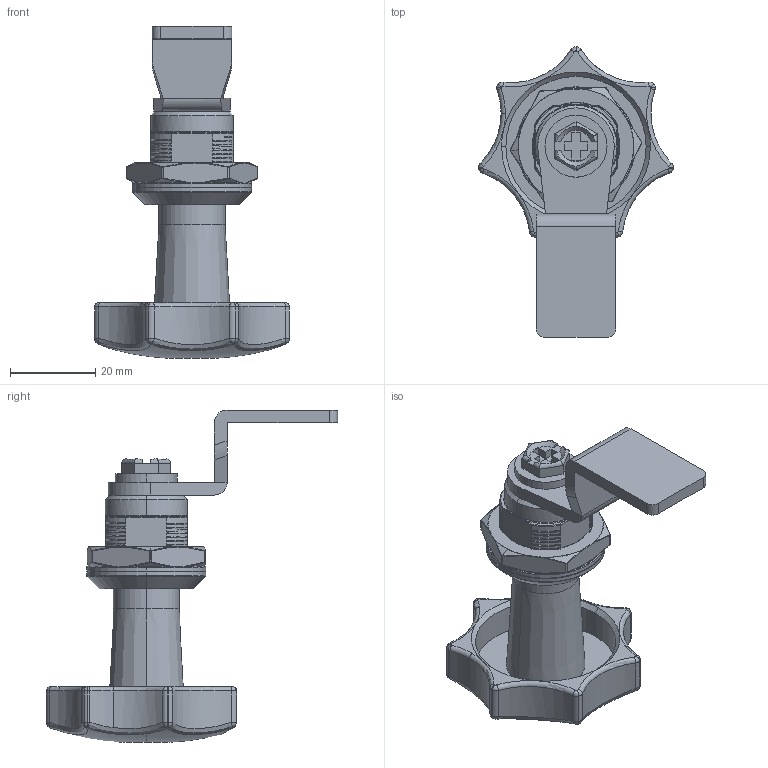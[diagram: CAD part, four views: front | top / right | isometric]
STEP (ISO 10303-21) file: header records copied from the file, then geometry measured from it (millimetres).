
FILE_DESCRIPTION (( 'STEP AP214' ), '1' );
FILE_NAME ('MS-714.STEP', '2016-01-28T08:10:54', ( '' ), ( '' ), 'SwSTEP 2.0', 'SolidWorks 2010', '' );
FILE_SCHEMA (( 'AUTOMOTIVE_DESIGN' ));
Length unit declared in the file: millimetre
Products named in the file (7): 旋鈕手柄; S1B4516; 螺母; 螺絲; 主體; MS-714; parking
Assembly tree (6 placements, depth 2):
  MS-714
    parking
    螺母
    主體
    S1B4516
    螺絲
    旋鈕手柄
Bounding box: 45.86 x 68.5 x 78.1 mm (x, y, z)
Volume: 27835.1 mm3; surface area: 16602.6 mm2
Topology: 6 solids, 6 shells, 533 faces, 1302 edges, 776 vertices
Faces by surface type: cylinder 166, bspline 114, plane 99, torus 90, sphere 40, cone 24
Entity records: 23061 total; most frequent: CARTESIAN_POINT 11196, ORIENTED_EDGE 2568, DIRECTION 2223, EDGE_CURVE 1284, AXIS2_PLACEMENT_3D 914, VERTEX_POINT 772, EDGE_LOOP 550, ADVANCED_FACE 533
